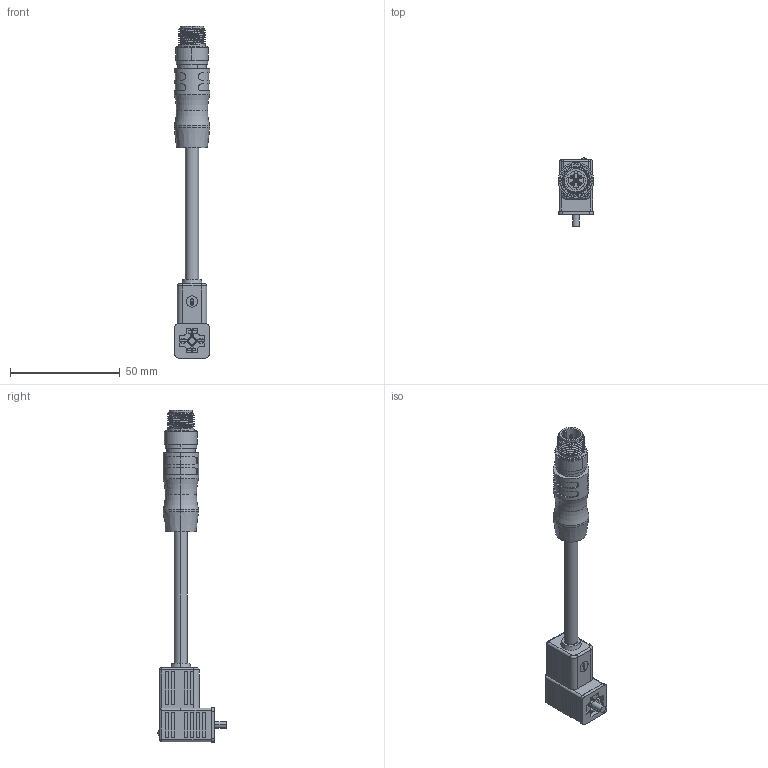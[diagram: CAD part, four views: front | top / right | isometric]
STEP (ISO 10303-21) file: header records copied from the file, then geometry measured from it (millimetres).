
FILE_DESCRIPTION (( 'STEP AP203' ), '1' );
FILE_NAME ('VC21-024-M12-2M-LV.STEP', '2025-04-10T03:01:24', ( '' ), ( '' ), 'SwSTEP 2.0', 'SolidWorks 2018', '' );
FILE_SCHEMA (( 'CONFIG_CONTROL_DESIGN' ));
Length unit declared in the file: millimetre
Products named in the file (1): VC21-024-M12-2M-LV
Bounding box: 16.2 x 31.04 x 151.2 mm (x, y, z)
Volume: 20955.1 mm3; surface area: 11515.1 mm2
Topology: 5 solids, 15 shells, 750 faces, 1944 edges, 1271 vertices
Faces by surface type: plane 409, cylinder 261, bspline 30, cone 25, sphere 17, torus 8
Entity records: 27420 total; most frequent: CARTESIAN_POINT 9037, ORIENTED_EDGE 3846, DIRECTION 3709, EDGE_CURVE 1923, VERTEX_POINT 1264, AXIS2_PLACEMENT_3D 1262, LINE 1185, VECTOR 1185
